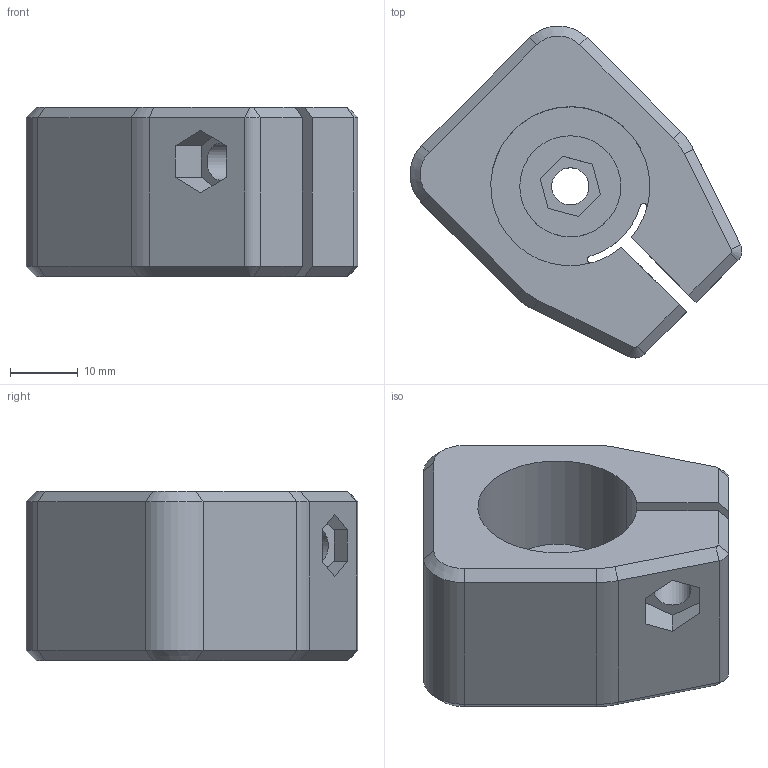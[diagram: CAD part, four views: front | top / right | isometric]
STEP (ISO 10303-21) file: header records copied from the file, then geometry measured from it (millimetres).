
FILE_DESCRIPTION(('FreeCAD Model'),'2;1');
FILE_NAME('Open CASCADE Shape Model','2022-02-13T15:05:56',('Author'),( ''),'Open CASCADE STEP processor 7.5','FreeCAD','Unknown');
FILE_SCHEMA(('AUTOMOTIVE_DESIGN { 1 0 10303 214 1 1 1 1 }'));
Length unit declared in the file: millimetre
Products named in the file (1): NEL Corner Leg Lock Primo
Bounding box: 48.99 x 48.99 x 25 mm (x, y, z)
Volume: 26775.9 mm3; surface area: 9015.5 mm2
Topology: 1 solids, 1 shells, 75 faces, 179 edges, 110 vertices
Faces by surface type: plane 42, cylinder 21, cone 12
Full cylindrical faces by diameter (mm): 5.5 x3, 14.93 x1
Entity records: 4555 total; most frequent: CARTESIAN_POINT 816, DIRECTION 727, LINE 445, VECTOR 445, ORIENTED_EDGE 358, PCURVE 358, DEFINITIONAL_REPRESENTATION 358, EDGE_CURVE 179
